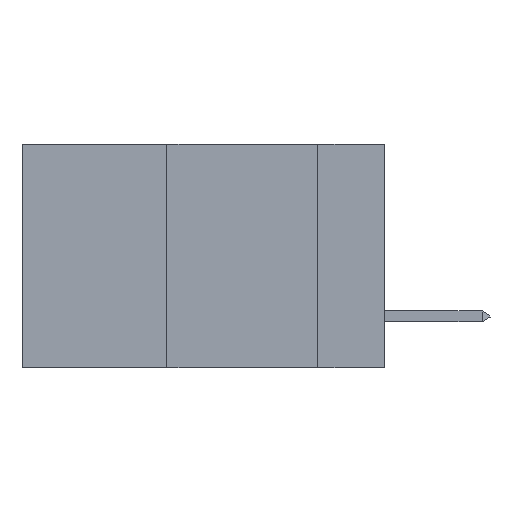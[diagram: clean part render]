
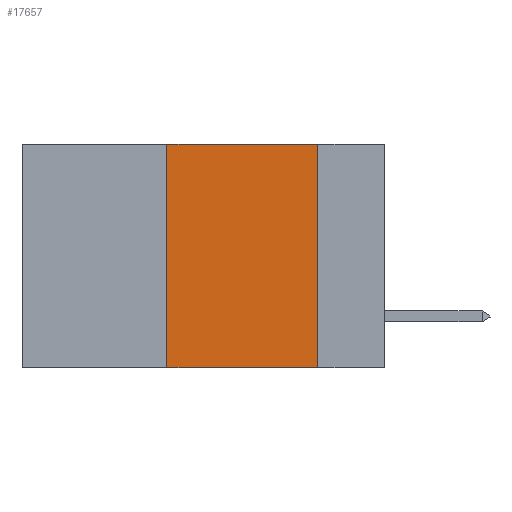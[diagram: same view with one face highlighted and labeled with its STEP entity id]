
A CAD part, left-side view. The second image highlights one B-rep face of the part: STEP entity #17657.
In plain terms, the highlighted planar face has unit normal (-1, 0, 0).
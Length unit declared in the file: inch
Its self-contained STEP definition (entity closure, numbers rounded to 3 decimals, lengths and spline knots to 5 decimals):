
#521 = DIRECTION ( 'NONE',  ( 0., 0., 1. ) ) ;
#1488 = ORIENTED_EDGE ( 'NONE', *, *, #24840, .F. ) ;
#2901 = PLANE ( 'NONE',  #13585 ) ;
#3311 = CARTESIAN_POINT ( 'NONE',  ( 0., 0.11, 0. ) ) ;
#3502 = ORIENTED_EDGE ( 'NONE', *, *, #30286, .F. ) ;
#3722 = VERTEX_POINT ( 'NONE', #3311 ) ;
#9648 = CARTESIAN_POINT ( 'NONE',  ( 0., 0.6, 0. ) ) ;
#10061 = ORIENTED_EDGE ( 'NONE', *, *, #25478, .T. ) ;
#12083 = DIRECTION ( 'NONE',  ( 0., 0., -1. ) ) ;
#12501 = VECTOR ( 'NONE', #14290, 39.37008 ) ;
#13330 = DIRECTION ( 'NONE',  ( 1., 0., 0. ) ) ;
#13585 = AXIS2_PLACEMENT_3D ( 'NONE', #30727, #13330, #27889 ) ;
#13643 = LINE ( 'NONE', #26845, #31230 ) ;
#14290 = DIRECTION ( 'NONE',  ( 0., -1., 0. ) ) ;
#14862 = VERTEX_POINT ( 'NONE', #21223 ) ;
#15456 = VECTOR ( 'NONE', #521, 39.37008 ) ;
#17657 = ADVANCED_FACE ( 'NONE', ( #25373 ), #2901, .F. ) ;
#19934 = VERTEX_POINT ( 'NONE', #20671 ) ;
#20169 = CARTESIAN_POINT ( 'NONE',  ( 0., 0.36, 0. ) ) ;
#20671 = CARTESIAN_POINT ( 'NONE',  ( 0., 0.11, -0.37 ) ) ;
#21223 = CARTESIAN_POINT ( 'NONE',  ( 0., 0.36, 0. ) ) ;
#22300 = LINE ( 'NONE', #9648, #12501 ) ;
#24353 = VECTOR ( 'NONE', #12083, 39.37008 ) ;
#24840 = EDGE_CURVE ( 'NONE', #14862, #3722, #22300, .T. ) ;
#25110 = ORIENTED_EDGE ( 'NONE', *, *, #31084, .F. ) ;
#25373 = FACE_OUTER_BOUND ( 'NONE', #28279, .T. ) ;
#25478 = EDGE_CURVE ( 'NONE', #32262, #19934, #13643, .T. ) ;
#26845 = CARTESIAN_POINT ( 'NONE',  ( 0., 0.6, -0.37 ) ) ;
#27105 = CARTESIAN_POINT ( 'NONE',  ( 0., 0.11, 0. ) ) ;
#27156 = DIRECTION ( 'NONE',  ( 0., -1., 0. ) ) ;
#27889 = DIRECTION ( 'NONE',  ( 0., 0., -1. ) ) ;
#28279 = EDGE_LOOP ( 'NONE', ( #25110, #1488, #3502, #10061 ) ) ;
#29527 = CARTESIAN_POINT ( 'NONE',  ( 0., 0.36, -0.37 ) ) ;
#30286 = EDGE_CURVE ( 'NONE', #32262, #14862, #30672, .T. ) ;
#30672 = LINE ( 'NONE', #20169, #15456 ) ;
#30727 = CARTESIAN_POINT ( 'NONE',  ( 0., 0.6, 0. ) ) ;
#31084 = EDGE_CURVE ( 'NONE', #3722, #19934, #31808, .T. ) ;
#31230 = VECTOR ( 'NONE', #27156, 39.37008 ) ;
#31808 = LINE ( 'NONE', #27105, #24353 ) ;
#32262 = VERTEX_POINT ( 'NONE', #29527 ) ;
